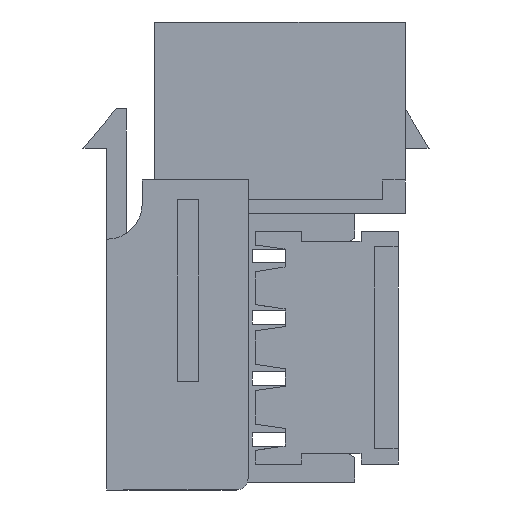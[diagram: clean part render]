
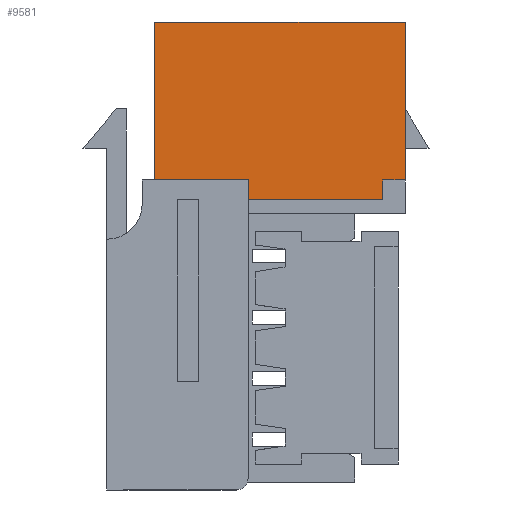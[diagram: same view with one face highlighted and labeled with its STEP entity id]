
A CAD part, left-side view. The second image highlights one B-rep face of the part: STEP entity #9581.
In plain terms, the highlighted face is planar.
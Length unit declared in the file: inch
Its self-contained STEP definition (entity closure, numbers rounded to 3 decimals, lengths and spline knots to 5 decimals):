
#2341 = LINE ( 'NONE', #2347, #2350 ) ;
#2342 = CARTESIAN_POINT ( 'NONE',  ( 0.2875, -0.1575, -0.3175 ) ) ;
#2346 = DIRECTION ( 'NONE',  ( 0., -1., 0. ) ) ;
#2347 = CARTESIAN_POINT ( 'NONE',  ( 0.2875, 0.2425, -0.3175 ) ) ;
#2350 = VECTOR ( 'NONE', #2346, 39.37008 ) ;
#2592 = CARTESIAN_POINT ( 'NONE',  ( 0.2875, -0.2075, 0.08075 ) ) ;
#2605 = CARTESIAN_POINT ( 'NONE',  ( 0.2875, 0.2425, -0.3175 ) ) ;
#2650 = CARTESIAN_POINT ( 'NONE',  ( 0.2875, -0.1575, 0.08075 ) ) ;
#2668 = DIRECTION ( 'NONE',  ( 0., 0., 1. ) ) ;
#2669 = VECTOR ( 'NONE', #2668, 39.37008 ) ;
#2670 = CARTESIAN_POINT ( 'NONE',  ( 0.2875, -0.1575, 0.3175 ) ) ;
#2671 = LINE ( 'NONE', #2670, #2669 ) ;
#2740 = CARTESIAN_POINT ( 'NONE',  ( 0.2875, 0.2425, 0.3175 ) ) ;
#2741 = LINE ( 'NONE', #2740, #2826 ) ;
#2747 = DIRECTION ( 'NONE',  ( 0., -1., 0. ) ) ;
#2748 = VECTOR ( 'NONE', #2747, 39.37008 ) ;
#2749 = CARTESIAN_POINT ( 'NONE',  ( 0.2875, 0.2425, 0.3175 ) ) ;
#2804 = LINE ( 'NONE', #2749, #2748 ) ;
#2813 = CARTESIAN_POINT ( 'NONE',  ( 0.2875, -0.1575, -0.26 ) ) ;
#2819 = CARTESIAN_POINT ( 'NONE',  ( 0.2875, -0.1575, -0.26 ) ) ;
#2822 = CARTESIAN_POINT ( 'NONE',  ( 0.2875, -0.2075, -0.26 ) ) ;
#2824 = PLANE ( 'NONE',  #2854 ) ;
#2825 = DIRECTION ( 'NONE',  ( 0., 0., -1. ) ) ;
#2826 = VECTOR ( 'NONE', #2825, 39.37008 ) ;
#2827 = LINE ( 'NONE', #2813, #2864 ) ;
#2854 = AXIS2_PLACEMENT_3D ( 'NONE', #2905, #2862, #2861 ) ;
#2855 = DIRECTION ( 'NONE',  ( 0., 1., 0. ) ) ;
#2861 = DIRECTION ( 'NONE',  ( 0., 0., 1. ) ) ;
#2862 = DIRECTION ( 'NONE',  ( -1., 0., 0. ) ) ;
#2863 = DIRECTION ( 'NONE',  ( 0., 0., -1. ) ) ;
#2864 = VECTOR ( 'NONE', #2863, 39.37008 ) ;
#2865 = FACE_OUTER_BOUND ( 'NONE', #9871, .T. ) ;
#2877 = CARTESIAN_POINT ( 'NONE',  ( 0.2875, 0.2425, 0.08075 ) ) ;
#2878 = LINE ( 'NONE', #2877, #2891 ) ;
#2891 = VECTOR ( 'NONE', #2855, 39.37008 ) ;
#2905 = CARTESIAN_POINT ( 'NONE',  ( 0.2875, 0.2425, 0.3175 ) ) ;
#3025 = DIRECTION ( 'NONE',  ( 0., 0., -1. ) ) ;
#3026 = VECTOR ( 'NONE', #3025, 39.37008 ) ;
#3027 = CARTESIAN_POINT ( 'NONE',  ( 0.2875, -0.2075, 0.08075 ) ) ;
#3028 = LINE ( 'NONE', #3027, #3026 ) ;
#3575 = LINE ( 'NONE', #3576, #3577 ) ;
#3576 = CARTESIAN_POINT ( 'NONE',  ( 0.2875, -0.2075, -0.26 ) ) ;
#3577 = VECTOR ( 'NONE', #3578, 39.37008 ) ;
#3578 = DIRECTION ( 'NONE',  ( 0., 1., 0. ) ) ;
#7179 = CARTESIAN_POINT ( 'NONE',  ( 0.2875, 0.2425, 0.3175 ) ) ;
#7180 = CARTESIAN_POINT ( 'NONE',  ( 0.2875, -0.1575, 0.3175 ) ) ;
#9401 = VERTEX_POINT ( 'NONE', #2342 ) ;
#9419 = EDGE_CURVE ( 'NONE', #9451, #9401, #2341, .T. ) ;
#9445 = EDGE_CURVE ( 'NONE', #9511, #9884, #2671, .T. ) ;
#9446 = ORIENTED_EDGE ( 'NONE', *, *, #9583, .T. ) ;
#9447 = ORIENTED_EDGE ( 'NONE', *, *, #9574, .T. ) ;
#9448 = ORIENTED_EDGE ( 'NONE', *, *, #9578, .F. ) ;
#9449 = ORIENTED_EDGE ( 'NONE', *, *, #9445, .F. ) ;
#9451 = VERTEX_POINT ( 'NONE', #2605 ) ;
#9511 = VERTEX_POINT ( 'NONE', #2650 ) ;
#9521 = VERTEX_POINT ( 'NONE', #2592 ) ;
#9530 = ORIENTED_EDGE ( 'NONE', *, *, #9668, .T. ) ;
#9538 = ORIENTED_EDGE ( 'NONE', *, *, #9548, .F. ) ;
#9548 = EDGE_CURVE ( 'NONE', #9521, #9511, #2878, .T. ) ;
#9574 = EDGE_CURVE ( 'NONE', #9883, #9884, #2804, .T. ) ;
#9578 = EDGE_CURVE ( 'NONE', #9883, #9451, #2741, .T. ) ;
#9579 = VERTEX_POINT ( 'NONE', #2822 ) ;
#9580 = VERTEX_POINT ( 'NONE', #2819 ) ;
#9581 = ADVANCED_FACE ( 'NONE', ( #2865 ), #2824, .F. ) ;
#9582 = ORIENTED_EDGE ( 'NONE', *, *, #9419, .F. ) ;
#9583 = EDGE_CURVE ( 'NONE', #9580, #9401, #2827, .T. ) ;
#9668 = EDGE_CURVE ( 'NONE', #9521, #9579, #3028, .T. ) ;
#9871 = EDGE_LOOP ( 'NONE', ( #9878, #9446, #9582, #9448, #9447, #9449, #9538, #9530 ) ) ;
#9878 = ORIENTED_EDGE ( 'NONE', *, *, #9887, .T. ) ;
#9883 = VERTEX_POINT ( 'NONE', #7179 ) ;
#9884 = VERTEX_POINT ( 'NONE', #7180 ) ;
#9887 = EDGE_CURVE ( 'NONE', #9579, #9580, #3575, .T. ) ;
